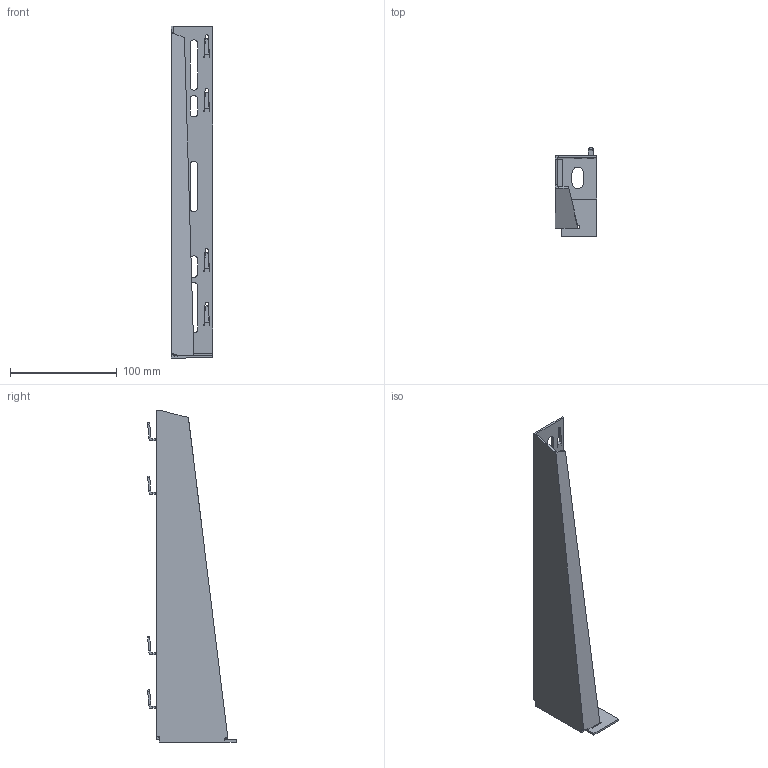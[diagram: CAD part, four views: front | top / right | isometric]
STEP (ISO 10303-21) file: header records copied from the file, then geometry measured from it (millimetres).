
FILE_DESCRIPTION (( 'STEP AP214' ), '1' );
FILE_NAME ('6424414.STEP', '2024-05-31T12:21:48', ( '' ), ( '' ), 'SwSTEP 2.0', 'SolidWorks 2022', '' );
FILE_SCHEMA (( 'AUTOMOTIVE_DESIGN' ));
Length unit declared in the file: millimetre
Products named in the file (2): 183091_MWAG; 6424414
Assembly tree (1 placements, depth 2):
  6424414
    183091_MWAG
Bounding box: 38.49 x 83.07 x 310.48 mm (x, y, z)
Volume: 62202.9 mm3; surface area: 69131 mm2
Topology: 1 solids, 1 shells, 177 faces, 517 edges, 342 vertices
Faces by surface type: plane 127, cylinder 30, bspline 20
Entity records: 6464 total; most frequent: CARTESIAN_POINT 1895, ORIENTED_EDGE 1034, DIRECTION 782, EDGE_CURVE 517, LINE 344, VECTOR 344, VERTEX_POINT 342, AXIS2_PLACEMENT_3D 219
